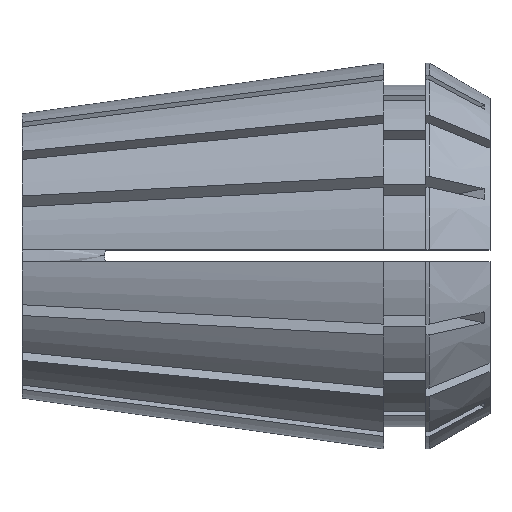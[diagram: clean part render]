
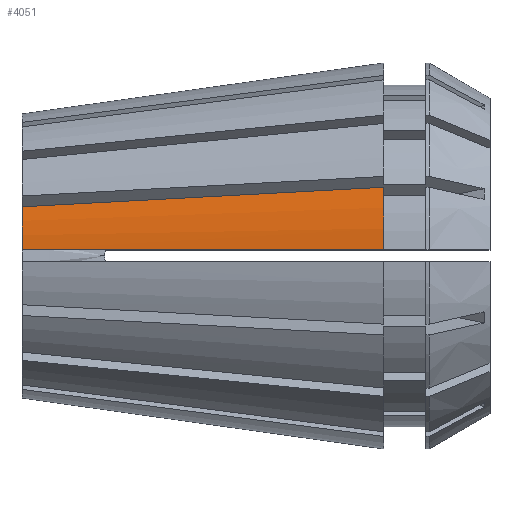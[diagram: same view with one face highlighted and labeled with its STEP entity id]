
A CAD part, top view. The second image highlights one B-rep face of the part: STEP entity #4051.
In plain terms, the highlighted conical face has half-angle 8 degrees and reference radius 16.5 mm.
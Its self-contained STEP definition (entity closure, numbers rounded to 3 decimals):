
#69 = CARTESIAN_POINT ( 'NONE',  ( 21.136, 5.324, 14.16 ) ) ;
#88 = CARTESIAN_POINT ( 'NONE',  ( 14.091, 4.945, 13.245 ) ) ;
#297 = CARTESIAN_POINT ( 'NONE',  ( 0., 0.5, 12.147 ) ) ;
#454 = CARTESIAN_POINT ( 'NONE',  ( 27.645, 5.674, 15.006 ) ) ;
#471 = B_SPLINE_CURVE_WITH_KNOTS ( 'NONE', 3,
 ( #2877, #2812, #5368, #2829, #1132, #4933, #748, #3279, #1586, #4918 ),
 .UNSPECIFIED., .F., .F.,
 ( 4, 3, 3, 4 ),
 ( 0.056, 0.061, 0.083, 0.087 ),
 .UNSPECIFIED. ) ;
#591 = AXIS2_PLACEMENT_3D ( 'NONE', #3745, #777, #4586 ) ;
#743 = CARTESIAN_POINT ( 'NONE',  ( 30.9, 0., 0. ) ) ;
#748 = CARTESIAN_POINT ( 'NONE',  ( 3.805, 0.5, 12.683 ) ) ;
#777 = DIRECTION ( 'NONE',  ( -1., 0., 0. ) ) ;
#910 = ORIENTED_EDGE ( 'NONE', *, *, #3428, .F. ) ;
#991 = EDGE_CURVE ( 'NONE', #2376, #5182, #5053, .T. ) ;
#1058 = CIRCLE ( 'NONE', #3337, 16.5 ) ;
#1110 = ORIENTED_EDGE ( 'NONE', *, *, #1458, .T. ) ;
#1132 = CARTESIAN_POINT ( 'NONE',  ( 18.516, 0.5, 14.751 ) ) ;
#1355 = CARTESIAN_POINT ( 'NONE',  ( 24.391, 5.499, 14.583 ) ) ;
#1458 = EDGE_CURVE ( 'NONE', #2353, #5182, #1058, .T. ) ;
#1586 = CARTESIAN_POINT ( 'NONE',  ( 1.268, 0.5, 12.326 ) ) ;
#1692 = ORIENTED_EDGE ( 'NONE', *, *, #991, .F. ) ;
#1820 = AXIS2_PLACEMENT_3D ( 'NONE', #743, #5033, #3781 ) ;
#2208 = CARTESIAN_POINT ( 'NONE',  ( 30.9, 5.85, 15.429 ) ) ;
#2353 = VERTEX_POINT ( 'NONE', #3011 ) ;
#2376 = VERTEX_POINT ( 'NONE', #4072 ) ;
#2785 = CIRCLE ( 'NONE', #591, 12.158 ) ;
#2812 = CARTESIAN_POINT ( 'NONE',  ( 29.224, 0.5, 16.257 ) ) ;
#2829 = CARTESIAN_POINT ( 'NONE',  ( 25.872, 0.5, 15.786 ) ) ;
#2877 = CARTESIAN_POINT ( 'NONE',  ( 30.9, 0.5, 16.493 ) ) ;
#3011 = CARTESIAN_POINT ( 'NONE',  ( 30.9, 0.5, 16.493 ) ) ;
#3036 = CARTESIAN_POINT ( 'NONE',  ( 0., 4.187, 11.414 ) ) ;
#3172 = ORIENTED_EDGE ( 'NONE', *, *, #5327, .F. ) ;
#3225 = CARTESIAN_POINT ( 'NONE',  ( 30.9, 5.85, 15.429 ) ) ;
#3279 = CARTESIAN_POINT ( 'NONE',  ( 2.537, 0.5, 12.504 ) ) ;
#3337 = AXIS2_PLACEMENT_3D ( 'NONE', #3920, #5277, #4774 ) ;
#3356 = VERTEX_POINT ( 'NONE', #297 ) ;
#3428 = EDGE_CURVE ( 'NONE', #3356, #2376, #2785, .T. ) ;
#3745 = CARTESIAN_POINT ( 'NONE',  ( 0., 0., 0. ) ) ;
#3781 = DIRECTION ( 'NONE',  ( 0., 0., -1. ) ) ;
#3920 = CARTESIAN_POINT ( 'NONE',  ( 30.9, 0., 0. ) ) ;
#3938 = CARTESIAN_POINT ( 'NONE',  ( 7.045, 4.566, 12.33 ) ) ;
#4051 = ADVANCED_FACE ( 'NONE', ( #4151 ), #4422, .T. ) ;
#4072 = CARTESIAN_POINT ( 'NONE',  ( 0., 4.187, 11.414 ) ) ;
#4151 = FACE_OUTER_BOUND ( 'NONE', #4560, .T. ) ;
#4422 = CONICAL_SURFACE ( 'NONE', #1820, 16.5, 0.14 ) ;
#4560 = EDGE_LOOP ( 'NONE', ( #1692, #910, #3172, #1110 ) ) ;
#4586 = DIRECTION ( 'NONE',  ( 0., 0., 1. ) ) ;
#4774 = DIRECTION ( 'NONE',  ( 0., 0., 1. ) ) ;
#4918 = CARTESIAN_POINT ( 'NONE',  ( 0., 0.5, 12.147 ) ) ;
#4933 = CARTESIAN_POINT ( 'NONE',  ( 11.161, 0.5, 13.717 ) ) ;
#5033 = DIRECTION ( 'NONE',  ( 1., 0., 0. ) ) ;
#5053 = B_SPLINE_CURVE_WITH_KNOTS ( 'NONE', 3,
 ( #3036, #3938, #88, #69, #1355, #454, #2208 ),
 .UNSPECIFIED., .F., .F.,
 ( 4, 3, 4 ),
 ( 0., 0.021, 0.031 ),
 .UNSPECIFIED. ) ;
#5182 = VERTEX_POINT ( 'NONE', #3225 ) ;
#5277 = DIRECTION ( 'NONE',  ( -1., 0., 0. ) ) ;
#5327 = EDGE_CURVE ( 'NONE', #2353, #3356, #471, .T. ) ;
#5368 = CARTESIAN_POINT ( 'NONE',  ( 27.548, 0.5, 16.021 ) ) ;
